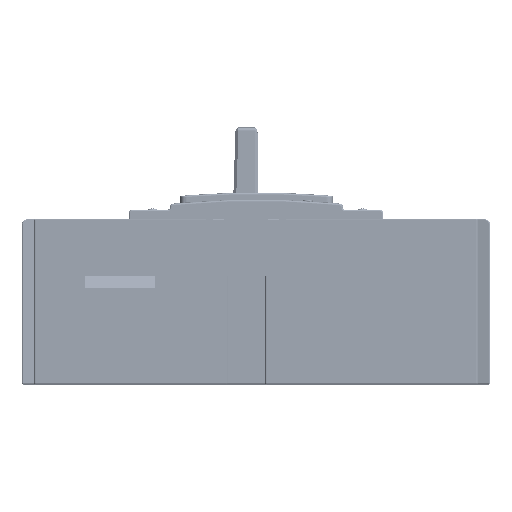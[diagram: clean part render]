
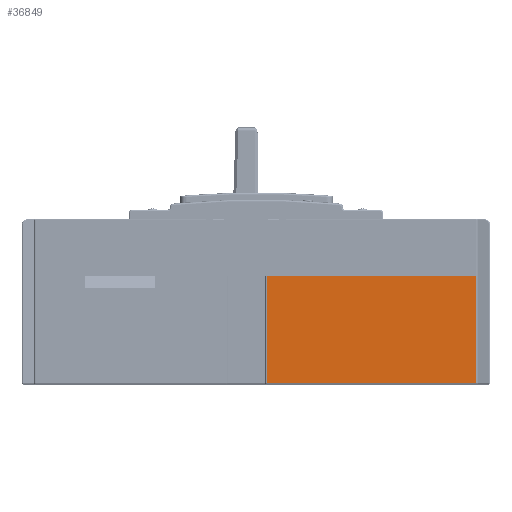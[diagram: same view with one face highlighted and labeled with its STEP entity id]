
A CAD part, front view. The second image highlights one B-rep face of the part: STEP entity #36849.
In plain terms, the highlighted planar face has unit normal (0, -1, 0).
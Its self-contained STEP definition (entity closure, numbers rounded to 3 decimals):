
#9910=LINE('',#295993,#30118);
#9926=LINE('',#296042,#30134);
#9927=LINE('',#296044,#30135);
#9928=LINE('',#296046,#30136);
#21275=PLANE('',#114105);
#30118=VECTOR('',#138019,1.);
#30134=VECTOR('',#138055,1.);
#30135=VECTOR('',#138056,1.);
#30136=VECTOR('',#138057,1.);
#36849=ADVANCED_FACE('',(#41945),#21275,.F.);
#41945=FACE_OUTER_BOUND('',#48687,.T.);
#48687=EDGE_LOOP('',(#73116,#73117,#73118,#73119));
#73116=ORIENTED_EDGE('',*,*,#102400,.F.);
#73117=ORIENTED_EDGE('',*,*,#102424,.T.);
#73118=ORIENTED_EDGE('',*,*,#102425,.T.);
#73119=ORIENTED_EDGE('',*,*,#102426,.F.);
#88654=VERTEX_POINT('',#295992);
#88655=VERTEX_POINT('',#295994);
#88678=VERTEX_POINT('',#296043);
#88679=VERTEX_POINT('',#296045);
#102400=EDGE_CURVE('',#88654,#88655,#9910,.T.);
#102424=EDGE_CURVE('',#88654,#88678,#9926,.T.);
#102425=EDGE_CURVE('',#88678,#88679,#9927,.T.);
#102426=EDGE_CURVE('',#88655,#88679,#9928,.T.);
#114105=AXIS2_PLACEMENT_3D('',#296047,#138058,#138059);
#138019=DIRECTION('',(1.,0.,0.));
#138055=DIRECTION('',(0.,0.,-1.));
#138056=DIRECTION('',(1.,0.,0.));
#138057=DIRECTION('',(0.,0.,-1.));
#138058=DIRECTION('',(0.,1.,0.));
#138059=DIRECTION('',(0.,0.,1.));
#295992=CARTESIAN_POINT('',(-10.811,-337.3,60.9));
#295993=CARTESIAN_POINT('',(120.239,-337.3,60.9));
#295994=CARTESIAN_POINT('',(112.739,-337.3,60.9));
#296042=CARTESIAN_POINT('',(-10.811,-337.3,61.2));
#296043=CARTESIAN_POINT('',(-10.811,-337.3,-2.1));
#296044=CARTESIAN_POINT('',(120.239,-337.3,-2.1));
#296045=CARTESIAN_POINT('',(112.739,-337.3,-2.1));
#296046=CARTESIAN_POINT('',(112.739,-337.3,61.2));
#296047=CARTESIAN_POINT('',(120.239,-337.3,60.9));
